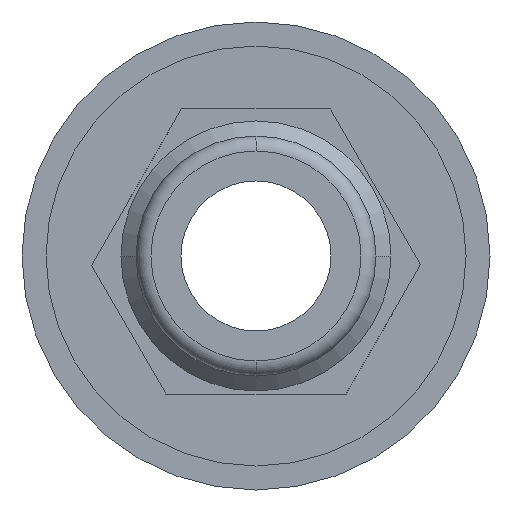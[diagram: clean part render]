
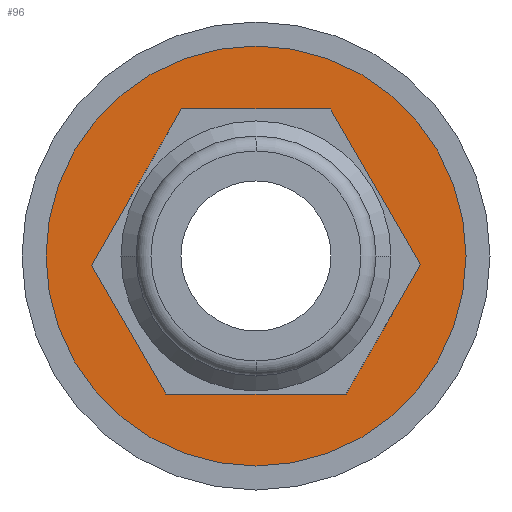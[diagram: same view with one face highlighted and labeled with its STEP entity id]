
A CAD part, front view. The second image highlights one B-rep face of the part: STEP entity #96.
In plain terms, the highlighted planar face has unit normal (0, -1, 0).
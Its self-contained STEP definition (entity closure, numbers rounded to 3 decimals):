
#96=ADVANCED_FACE('',(#227,#228),#229,.T.);
#227=FACE_OUTER_BOUND('',#388,.T.);
#228=FACE_BOUND('',#389,.T.);
#229=PLANE('',#390);
#388=EDGE_LOOP('',(#606,#607));
#389=EDGE_LOOP('',(#608,#609));
#390=AXIS2_PLACEMENT_3D('',#610,#611,#612);
#606=ORIENTED_EDGE('',*,*,#963,.T.);
#607=ORIENTED_EDGE('',*,*,#964,.T.);
#608=ORIENTED_EDGE('',*,*,#965,.F.);
#609=ORIENTED_EDGE('',*,*,#966,.F.);
#610=CARTESIAN_POINT('',(0.0,23.5,0.0));
#611=DIRECTION('',(0.0,-1.0,0.0));
#612=DIRECTION('',(-1.0,0.0,0.0));
#963=EDGE_CURVE('',#1161,#1162,#1163,.T.);
#964=EDGE_CURVE('',#1162,#1161,#1164,.T.);
#965=EDGE_CURVE('',#1165,#1166,#1167,.T.);
#966=EDGE_CURVE('',#1166,#1165,#1168,.T.);
#1161=VERTEX_POINT('',#1401);
#1162=VERTEX_POINT('',#1402);
#1163=CIRCLE('',#1403,7.0);
#1164=CIRCLE('',#1404,7.0);
#1165=VERTEX_POINT('',#1405);
#1166=VERTEX_POINT('',#1406);
#1167=CIRCLE('',#1407,4.5);
#1168=CIRCLE('',#1408,4.5);
#1401=CARTESIAN_POINT('',(7.0,23.5,0.0));
#1402=CARTESIAN_POINT('',(-7.0,23.5,0.));
#1403=AXIS2_PLACEMENT_3D('',#1637,#1638,#1639);
#1404=AXIS2_PLACEMENT_3D('',#1640,#1641,#1642);
#1405=CARTESIAN_POINT('',(-4.5,23.5,0.));
#1406=CARTESIAN_POINT('',(4.5,23.5,0.));
#1407=AXIS2_PLACEMENT_3D('',#1643,#1644,#1645);
#1408=AXIS2_PLACEMENT_3D('',#1646,#1647,#1648);
#1637=CARTESIAN_POINT('',(0.0,23.5,0.0));
#1638=DIRECTION('',(0.0,-1.0,0.0));
#1639=DIRECTION('',(1.0,0.0,0.0));
#1640=CARTESIAN_POINT('',(0.0,23.5,0.0));
#1641=DIRECTION('',(0.0,-1.0,0.0));
#1642=DIRECTION('',(1.0,0.0,0.0));
#1643=CARTESIAN_POINT('',(0.0,23.5,0.0));
#1644=DIRECTION('',(0.0,-1.0,0.0));
#1645=DIRECTION('',(1.0,0.0,0.0));
#1646=CARTESIAN_POINT('',(0.0,23.5,0.0));
#1647=DIRECTION('',(0.0,-1.0,0.0));
#1648=DIRECTION('',(1.0,0.0,0.0));
